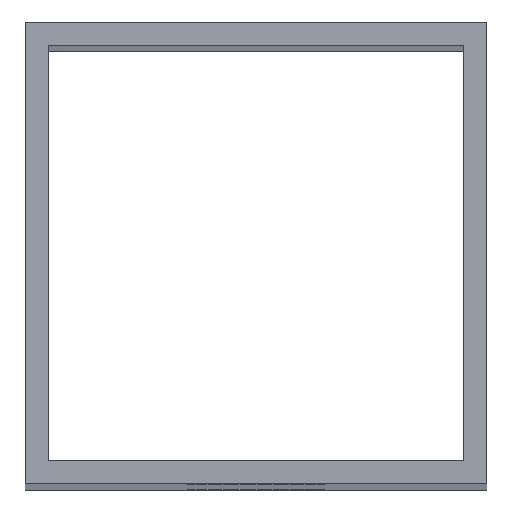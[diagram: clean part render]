
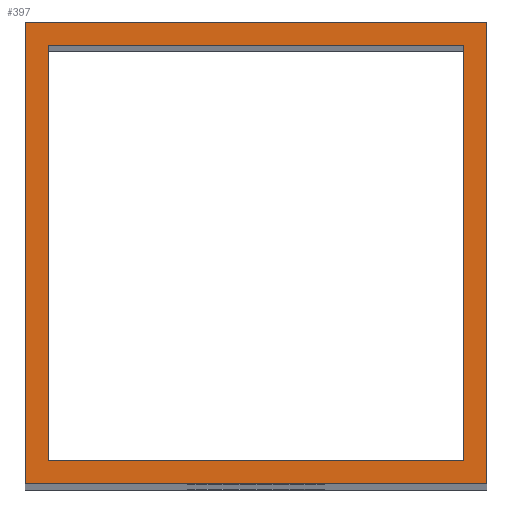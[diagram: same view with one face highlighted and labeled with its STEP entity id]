
A CAD part, top view. The second image highlights one B-rep face of the part: STEP entity #397.
In plain terms, the highlighted planar face has unit normal (0, 0, 1).
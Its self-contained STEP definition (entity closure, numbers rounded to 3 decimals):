
#31=FACE_BOUND('',#94,.T.);
#41=PLANE('',#455);
#59=FACE_OUTER_BOUND('',#93,.T.);
#93=EDGE_LOOP('',(#357,#358,#359,#360));
#94=EDGE_LOOP('',(#361,#362,#363,#364));
#105=LINE('',#627,#137);
#109=LINE('',#635,#141);
#112=LINE('',#641,#144);
#115=LINE('',#646,#147);
#117=LINE('',#651,#149);
#121=LINE('',#659,#153);
#124=LINE('',#665,#156);
#127=LINE('',#670,#159);
#137=VECTOR('',#525,10.);
#141=VECTOR('',#531,10.);
#144=VECTOR('',#536,10.);
#147=VECTOR('',#541,10.);
#149=VECTOR('',#545,10.);
#153=VECTOR('',#551,10.);
#156=VECTOR('',#556,10.);
#159=VECTOR('',#561,10.);
#201=VERTEX_POINT('',#625);
#202=VERTEX_POINT('',#626);
#205=VERTEX_POINT('',#634);
#207=VERTEX_POINT('',#640);
#209=VERTEX_POINT('',#649);
#210=VERTEX_POINT('',#650);
#213=VERTEX_POINT('',#658);
#215=VERTEX_POINT('',#664);
#245=EDGE_CURVE('',#201,#202,#105,.T.);
#249=EDGE_CURVE('',#202,#205,#109,.T.);
#252=EDGE_CURVE('',#205,#207,#112,.T.);
#255=EDGE_CURVE('',#207,#201,#115,.T.);
#257=EDGE_CURVE('',#209,#210,#117,.T.);
#261=EDGE_CURVE('',#210,#213,#121,.T.);
#264=EDGE_CURVE('',#213,#215,#124,.T.);
#267=EDGE_CURVE('',#215,#209,#127,.T.);
#357=ORIENTED_EDGE('',*,*,#267,.T.);
#358=ORIENTED_EDGE('',*,*,#257,.T.);
#359=ORIENTED_EDGE('',*,*,#261,.T.);
#360=ORIENTED_EDGE('',*,*,#264,.T.);
#361=ORIENTED_EDGE('',*,*,#255,.T.);
#362=ORIENTED_EDGE('',*,*,#245,.T.);
#363=ORIENTED_EDGE('',*,*,#249,.T.);
#364=ORIENTED_EDGE('',*,*,#252,.T.);
#397=ADVANCED_FACE('',(#59,#31),#41,.T.);
#455=AXIS2_PLACEMENT_3D('',#672,#563,#564);
#525=DIRECTION('',(1.,0.,0.));
#531=DIRECTION('',(0.,-1.,0.));
#536=DIRECTION('',(-1.,0.,0.));
#541=DIRECTION('',(0.,1.,0.));
#545=DIRECTION('',(1.,0.,0.));
#551=DIRECTION('',(0.,1.,0.));
#556=DIRECTION('',(-1.,0.,0.));
#561=DIRECTION('',(0.,-1.,0.));
#563=DIRECTION('center_axis',(0.,0.,1.));
#564=DIRECTION('ref_axis',(1.,0.,0.));
#625=CARTESIAN_POINT('',(-9.,9.,0.));
#626=CARTESIAN_POINT('',(9.,9.,0.));
#627=CARTESIAN_POINT('',(-9.,9.,0.));
#634=CARTESIAN_POINT('',(9.,-9.,0.));
#635=CARTESIAN_POINT('',(9.,9.,0.));
#640=CARTESIAN_POINT('',(-9.,-9.,0.));
#641=CARTESIAN_POINT('',(9.,-9.,0.));
#646=CARTESIAN_POINT('',(-9.,-9.,0.));
#649=CARTESIAN_POINT('',(-10.,-10.,0.));
#650=CARTESIAN_POINT('',(10.,-10.,0.));
#651=CARTESIAN_POINT('',(-10.,-10.,0.));
#658=CARTESIAN_POINT('',(10.,10.,0.));
#659=CARTESIAN_POINT('',(10.,-10.,0.));
#664=CARTESIAN_POINT('',(-10.,10.,0.));
#665=CARTESIAN_POINT('',(10.,10.,0.));
#670=CARTESIAN_POINT('',(-10.,10.,0.));
#672=CARTESIAN_POINT('Origin',(0.,0.,0.));
